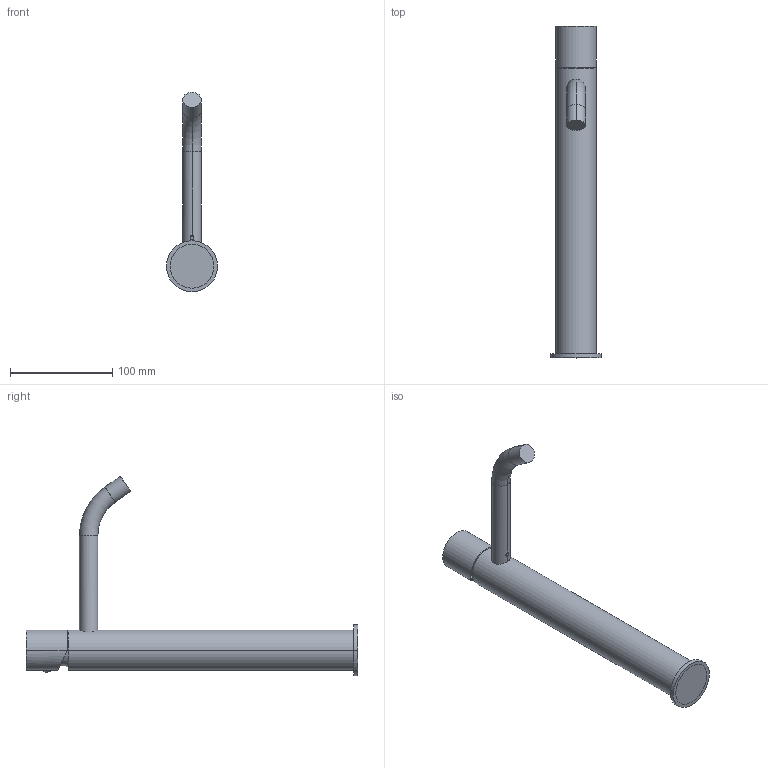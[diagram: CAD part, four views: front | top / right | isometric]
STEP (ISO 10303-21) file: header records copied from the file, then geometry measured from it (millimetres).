
FILE_DESCRIPTION((''),'2;1');
FILE_NAME('LIGX081CR','2021-01-15T14:02:45',('ut3'),('PAFFONI SpA'),'CREO PARAMETRIC BY PTC INC, 2020044','CREO PARAMETRIC BY PTC INC, 2020044','');
FILE_SCHEMA(('CONFIG_CONTROL_DESIGN','SHAPE_APPEARANCE_LAYERS_GROUPS'));
Length unit declared in the file: millimetre
Products named in the file (1): LIGX081CR
Bounding box: 50 x 325.39 x 195.56 mm (x, y, z)
Surface area: 58563.9 mm2 (no closed solid volume)
Topology: 0 solids, 11 shells, 36 faces, 93 edges, 62 vertices
Faces by surface type: cylinder 16, cone 9, plane 7, sphere 2, torus 2
Entity records: 1507 total; most frequent: CARTESIAN_POINT 341, DIRECTION 197, ORIENTED_EDGE 143, EDGE_CURVE 89, AXIS2_PLACEMENT_3D 85, VERTEX_POINT 62, CIRCLE 49, EDGE_LOOP 36
